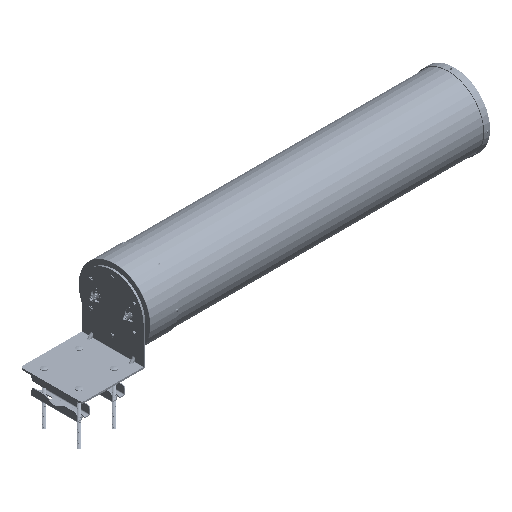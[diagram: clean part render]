
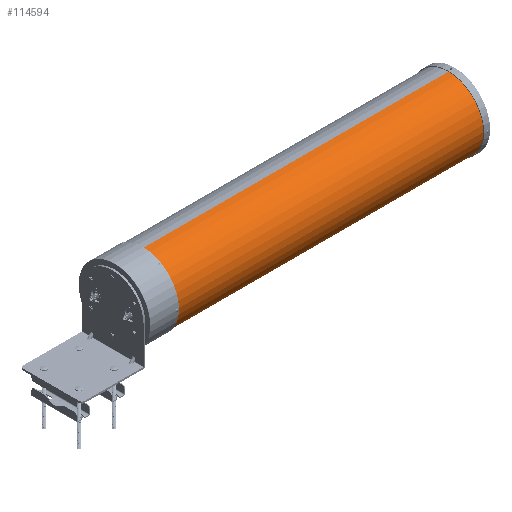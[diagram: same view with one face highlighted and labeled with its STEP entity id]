
A CAD part, isometric view. The second image highlights one B-rep face of the part: STEP entity #114594.
In plain terms, the highlighted cylindrical face has radius 125 mm (diameter 250 mm), a partial arc.
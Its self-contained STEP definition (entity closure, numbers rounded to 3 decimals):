
#3612 = ORIENTED_EDGE ( 'NONE', *, *, #198466, .T. ) ;
#14268 = DIRECTION ( 'NONE',  ( 0., 0., -1. ) ) ;
#31230 = FACE_OUTER_BOUND ( 'NONE', #101373, .T. ) ;
#32481 = CARTESIAN_POINT ( 'NONE',  ( 0., 1202.5, 0. ) ) ;
#65317 = ORIENTED_EDGE ( 'NONE', *, *, #152120, .T. ) ;
#66982 = DIRECTION ( 'NONE',  ( 0., -1., 0. ) ) ;
#69155 = CIRCLE ( 'NONE', #136899, 125. ) ;
#70088 = EDGE_CURVE ( 'NONE', #110993, #165631, #69155, .T. ) ;
#74648 = ORIENTED_EDGE ( 'NONE', *, *, #139345, .F. ) ;
#79438 = CARTESIAN_POINT ( 'NONE',  ( 0., -7.5, 125. ) ) ;
#81739 = CARTESIAN_POINT ( 'NONE',  ( 0., 1202.5, -125. ) ) ;
#89104 = CARTESIAN_POINT ( 'NONE',  ( 0., -7.5, -125. ) ) ;
#97988 = CYLINDRICAL_SURFACE ( 'NONE', #112696, 125. ) ;
#98196 = DIRECTION ( 'NONE',  ( 0., -1., 0. ) ) ;
#101373 = EDGE_LOOP ( 'NONE', ( #185816, #3612, #65317, #74648 ) ) ;
#109661 = CARTESIAN_POINT ( 'NONE',  ( 0., 1202.5, 0. ) ) ;
#110993 = VERTEX_POINT ( 'NONE', #180246 ) ;
#112696 = AXIS2_PLACEMENT_3D ( 'NONE', #109661, #174431, #14268 ) ;
#114594 = ADVANCED_FACE ( 'NONE', ( #31230 ), #97988, .T. ) ;
#118573 = AXIS2_PLACEMENT_3D ( 'NONE', #188367, #204276, #186267 ) ;
#122328 = CARTESIAN_POINT ( 'NONE',  ( 0., 1202.5, 125. ) ) ;
#126841 = DIRECTION ( 'NONE',  ( 0., 0., -1. ) ) ;
#130404 = DIRECTION ( 'NONE',  ( 0., -1., 0. ) ) ;
#136105 = VECTOR ( 'NONE', #130404, 1000. ) ;
#136899 = AXIS2_PLACEMENT_3D ( 'NONE', #32481, #98196, #126841 ) ;
#139345 = EDGE_CURVE ( 'NONE', #110993, #188061, #208903, .T. ) ;
#140450 = VERTEX_POINT ( 'NONE', #79438 ) ;
#147532 = CARTESIAN_POINT ( 'NONE',  ( 0., 1202.5, 125. ) ) ;
#152120 = EDGE_CURVE ( 'NONE', #140450, #188061, #206674, .T. ) ;
#158986 = VECTOR ( 'NONE', #66982, 1000. ) ;
#163402 = LINE ( 'NONE', #147532, #158986 ) ;
#165631 = VERTEX_POINT ( 'NONE', #122328 ) ;
#174431 = DIRECTION ( 'NONE',  ( 0., -1., 0. ) ) ;
#180246 = CARTESIAN_POINT ( 'NONE',  ( 0., 1202.5, -125. ) ) ;
#185816 = ORIENTED_EDGE ( 'NONE', *, *, #70088, .T. ) ;
#186267 = DIRECTION ( 'NONE',  ( 0., 0., -1. ) ) ;
#188061 = VERTEX_POINT ( 'NONE', #89104 ) ;
#188367 = CARTESIAN_POINT ( 'NONE',  ( 0., -7.5, 0. ) ) ;
#198466 = EDGE_CURVE ( 'NONE', #165631, #140450, #163402, .T. ) ;
#204276 = DIRECTION ( 'NONE',  ( 0., 1., 0. ) ) ;
#206674 = CIRCLE ( 'NONE', #118573, 125. ) ;
#208903 = LINE ( 'NONE', #81739, #136105 ) ;
